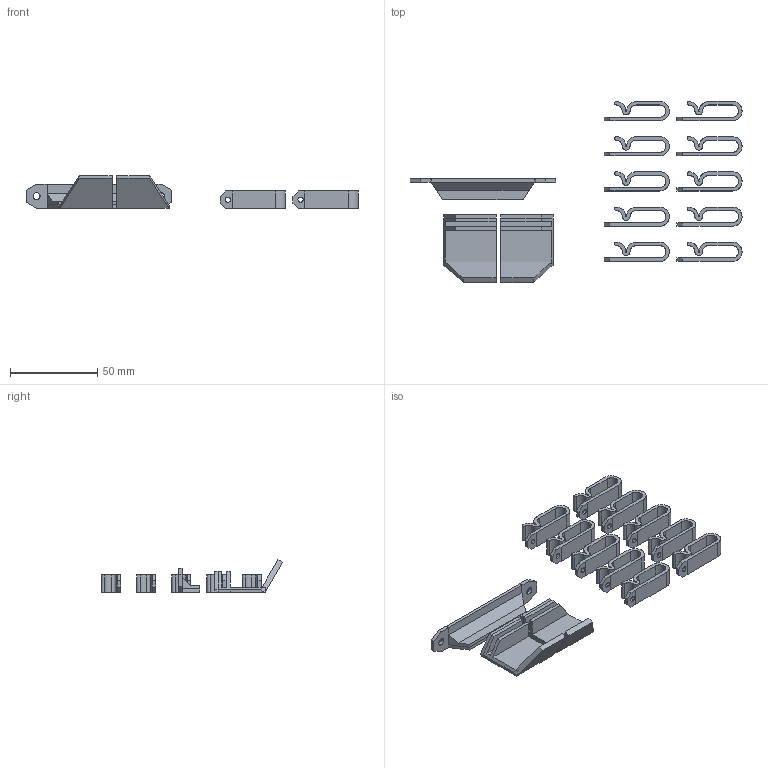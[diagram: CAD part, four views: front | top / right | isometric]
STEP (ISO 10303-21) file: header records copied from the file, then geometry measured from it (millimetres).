
FILE_DESCRIPTION(/* description */ (''),/* implementation_level */ '2;1');
FILE_NAME(/* name */ 'PR63B5~1',/* time_stamp */ '2020-10-19T12:31:36+01:00',/* author */ (''),/* organization */ (''),/* preprocessor_version */ 'ST-DEVELOPER v15',/* originating_system */ '',/* authorisation */ '');
FILE_SCHEMA (('AUTOMOTIVE_DESIGN'));
Length unit declared in the file: millimetre
Products named in the file (1): Document
Bounding box: 190.5 x 103.88 x 18.82 mm (x, y, z)
Volume: 29734.3 mm3; surface area: 31048.4 mm2
Topology: 13 solids, 13 shells, 339 faces, 879 edges, 570 vertices
Faces by surface type: bspline 339
Entity records: 22804 total; most frequent: CARTESIAN_POINT 11958, B_SPLINE_CURVE_WITH_KNOTS 1847, ORIENTED_EDGE 1758, PCURVE 1758, DEFINITIONAL_REPRESENTATION 1758, SURFACE_CURVE 879, EDGE_CURVE 879, VERTEX_POINT 570
